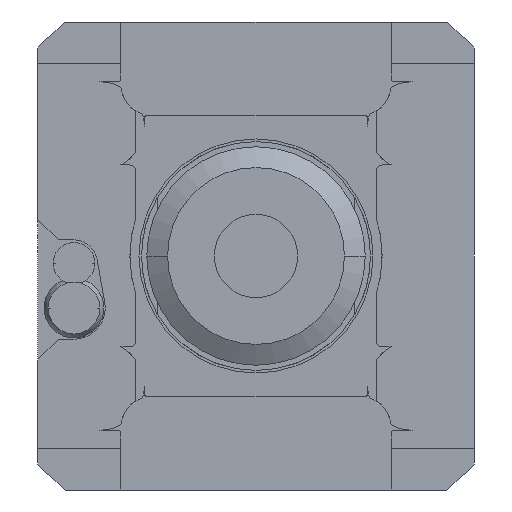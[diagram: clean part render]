
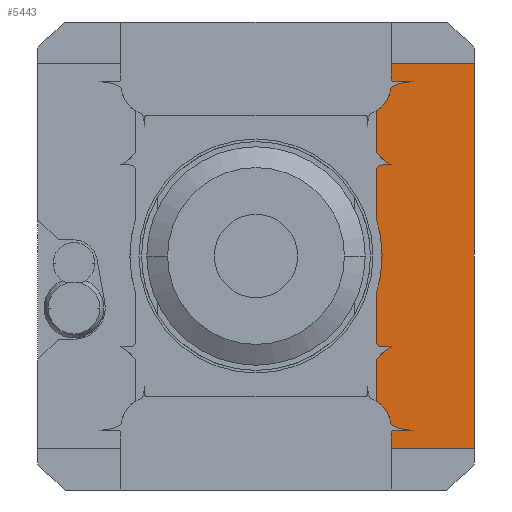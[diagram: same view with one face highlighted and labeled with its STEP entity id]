
A CAD part, left-side view. The second image highlights one B-rep face of the part: STEP entity #5443.
In plain terms, the highlighted planar face has unit normal (-1, 0, 0).
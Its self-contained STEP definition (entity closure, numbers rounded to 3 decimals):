
#944=CARTESIAN_POINT('',(-49.3,-26.5,-34.));
#945=DIRECTION('',(-1.,0.,0.));
#946=DIRECTION('',(0.,0.,1.));
#947=AXIS2_PLACEMENT_3D('',#944,#945,#946);
#949=DIRECTION('',(0.,-1.,0.));
#950=VECTOR('',#949,3.5);
#951=CARTESIAN_POINT('',(-49.3,-26.5,-33.5));
#952=LINE('',#951,#950);
#953=CARTESIAN_POINT('',(-49.3,-30.,-25.));
#954=DIRECTION('',(-1.,0.,0.));
#955=DIRECTION('',(0.,0.473,-0.881));
#956=AXIS2_PLACEMENT_3D('',#953,#954,#955);
#958=CARTESIAN_POINT('',(-49.3,-20.,-33.));
#959=DIRECTION('',(-1.,0.,0.));
#960=DIRECTION('',(0.,-0.996,0.085));
#961=AXIS2_PLACEMENT_3D('',#958,#959,#960);
#963=DIRECTION('',(0.,0.,1.));
#964=VECTOR('',#963,7.827);
#965=CARTESIAN_POINT('',(-49.3,-23.1,-27.863));
#966=LINE('',#965,#964);
#967=CARTESIAN_POINT('',(-49.3,-30.,-25.));
#968=DIRECTION('',(-1.,0.,0.));
#969=DIRECTION('',(0.,0.471,0.882));
#970=AXIS2_PLACEMENT_3D('',#967,#968,#969);
#972=DIRECTION('',(0.,1.,0.));
#973=VECTOR('',#972,1.7);
#974=CARTESIAN_POINT('',(-49.3,-26.,-17.5));
#975=LINE('',#974,#973);
#976=CARTESIAN_POINT('',(-49.3,-24.3,-16.3));
#977=DIRECTION('',(-1.,0.,0.));
#978=DIRECTION('',(0.,1.,0.));
#979=AXIS2_PLACEMENT_3D('',#976,#977,#978);
#981=DIRECTION('',(0.,0.,1.));
#982=VECTOR('',#981,8.921);
#983=CARTESIAN_POINT('',(-49.3,-23.1,-16.3));
#984=LINE('',#983,#982);
#985=DIRECTION('',(0.,0.,1.));
#986=VECTOR('',#985,8.921);
#987=CARTESIAN_POINT('',(-49.3,-23.1,7.379));
#988=LINE('',#987,#986);
#989=CARTESIAN_POINT('',(-49.3,-24.3,16.3));
#990=DIRECTION('',(-1.,0.,0.));
#991=DIRECTION('',(0.,0.,1.));
#992=AXIS2_PLACEMENT_3D('',#989,#990,#991);
#994=DIRECTION('',(0.,-1.,0.));
#995=VECTOR('',#994,1.7);
#996=CARTESIAN_POINT('',(-49.3,-24.3,17.5));
#997=LINE('',#996,#995);
#998=CARTESIAN_POINT('',(-49.3,-30.,25.));
#999=DIRECTION('',(-1.,0.,0.));
#1000=DIRECTION('',(0.,0.812,-0.584));
#1001=AXIS2_PLACEMENT_3D('',#998,#999,#1000);
#1003=DIRECTION('',(0.,0.,1.));
#1004=VECTOR('',#1003,7.827);
#1005=CARTESIAN_POINT('',(-49.3,-23.1,20.036));
#1006=LINE('',#1005,#1004);
#1007=CARTESIAN_POINT('',(-49.3,-20.,33.));
#1008=DIRECTION('',(-1.,0.,0.));
#1009=DIRECTION('',(0.,-0.517,-0.856));
#1010=AXIS2_PLACEMENT_3D('',#1007,#1008,#1009);
#1012=CARTESIAN_POINT('',(-49.3,-30.,25.));
#1013=DIRECTION('',(-1.,0.,0.));
#1014=DIRECTION('',(0.,0.,1.));
#1015=AXIS2_PLACEMENT_3D('',#1012,#1013,#1014);
#1017=DIRECTION('',(0.,1.,0.));
#1018=VECTOR('',#1017,3.5);
#1019=CARTESIAN_POINT('',(-49.3,-30.,33.5));
#1020=LINE('',#1019,#1018);
#1021=CARTESIAN_POINT('',(-49.3,-26.5,34.));
#1022=DIRECTION('',(-1.,0.,0.));
#1023=DIRECTION('',(0.,1.,0.));
#1024=AXIS2_PLACEMENT_3D('',#1021,#1022,#1023);
#1026=DIRECTION('',(0.,0.,-1.));
#1027=VECTOR('',#1026,3.);
#1028=CARTESIAN_POINT('',(-49.3,-26.,37.));
#1029=LINE('',#1028,#1027);
#1030=DIRECTION('',(0.,0.,1.));
#1031=VECTOR('',#1030,3.);
#1032=CARTESIAN_POINT('',(-49.3,-26.,-37.));
#1033=LINE('',#1032,#1031);
#1466=DIRECTION('',(0.,-1.,0.));
#1467=VECTOR('',#1466,16.);
#1468=CARTESIAN_POINT('',(-49.3,-26.,-37.));
#1469=LINE('',#1468,#1467);
#1474=DIRECTION('',(0.,0.,1.));
#1475=VECTOR('',#1474,74.);
#1476=CARTESIAN_POINT('',(-49.3,-42.,-37.));
#1477=LINE('',#1476,#1475);
#1515=DIRECTION('',(0.,-1.,0.));
#1516=VECTOR('',#1515,16.);
#1517=CARTESIAN_POINT('',(-49.3,-26.,37.));
#1518=LINE('',#1517,#1516);
#1690=CARTESIAN_POINT('',(-49.3,0.,0.));
#1691=DIRECTION('',(1.,0.,0.));
#1692=DIRECTION('',(0.,-0.953,0.304));
#1693=AXIS2_PLACEMENT_3D('',#1690,#1691,#1692);
#3597=CARTESIAN_POINT('',(-49.3,-42.,-37.));
#3598=CARTESIAN_POINT('',(-49.3,-42.,37.));
#3599=VERTEX_POINT('',#3597);
#3600=VERTEX_POINT('',#3598);
#3614=CARTESIAN_POINT('',(-49.3,-23.1,-7.379));
#3616=VERTEX_POINT('',#3614);
#3618=CARTESIAN_POINT('',(-49.3,-23.1,7.379));
#3620=VERTEX_POINT('',#3618);
#3673=CARTESIAN_POINT('',(-49.3,-26.,-37.));
#3674=VERTEX_POINT('',#3673);
#3679=CARTESIAN_POINT('',(-49.3,-26.,37.));
#3680=VERTEX_POINT('',#3679);
#3698=CARTESIAN_POINT('',(-49.3,-23.1,-27.863));
#3700=VERTEX_POINT('',#3698);
#3702=CARTESIAN_POINT('',(-49.3,-23.1,27.863));
#3704=VERTEX_POINT('',#3702);
#3757=CARTESIAN_POINT('',(-49.3,-24.3,-17.5));
#3758=VERTEX_POINT('',#3757);
#3759=CARTESIAN_POINT('',(-49.3,-24.3,17.5));
#3760=VERTEX_POINT('',#3759);
#3762=CARTESIAN_POINT('',(-49.3,-23.1,-16.3));
#3764=VERTEX_POINT('',#3762);
#3766=CARTESIAN_POINT('',(-49.3,-23.1,16.3));
#3768=VERTEX_POINT('',#3766);
#3769=CARTESIAN_POINT('',(-49.3,-26.,-17.5));
#3770=VERTEX_POINT('',#3769);
#3771=CARTESIAN_POINT('',(-49.3,-26.,17.5));
#3772=VERTEX_POINT('',#3771);
#3857=CARTESIAN_POINT('',(-49.3,-26.5,-33.5));
#3858=VERTEX_POINT('',#3857);
#3863=CARTESIAN_POINT('',(-49.3,-26.5,33.5));
#3864=VERTEX_POINT('',#3863);
#3873=CARTESIAN_POINT('',(-49.3,-26.,-34.));
#3874=VERTEX_POINT('',#3873);
#3875=CARTESIAN_POINT('',(-49.3,-30.,-33.5));
#3876=VERTEX_POINT('',#3875);
#3877=CARTESIAN_POINT('',(-49.3,-30.,33.5));
#3878=VERTEX_POINT('',#3877);
#3879=CARTESIAN_POINT('',(-49.3,-26.,34.));
#3880=VERTEX_POINT('',#3879);
#3890=CARTESIAN_POINT('',(-49.3,-23.1,-20.036));
#3892=VERTEX_POINT('',#3890);
#3894=CARTESIAN_POINT('',(-49.3,-23.1,20.036));
#3896=VERTEX_POINT('',#3894);
#3929=CARTESIAN_POINT('',(-49.3,-25.978,-32.488));
#3930=VERTEX_POINT('',#3929);
#3931=CARTESIAN_POINT('',(-49.3,-25.978,32.488));
#3932=VERTEX_POINT('',#3931);
#5390=CARTESIAN_POINT('',(-49.3,-23.1,-37.));
#5391=DIRECTION('',(-1.,0.,0.));
#5392=DIRECTION('',(0.,-1.,0.));
#5393=AXIS2_PLACEMENT_3D('',#5390,#5391,#5392);
#5394=PLANE('',#5393);
#5396=ORIENTED_EDGE('',*,*,#5395,.F.);
#5398=ORIENTED_EDGE('',*,*,#5397,.T.);
#5400=ORIENTED_EDGE('',*,*,#5399,.F.);
#5402=ORIENTED_EDGE('',*,*,#5401,.T.);
#5404=ORIENTED_EDGE('',*,*,#5403,.T.);
#5406=ORIENTED_EDGE('',*,*,#5405,.F.);
#5408=ORIENTED_EDGE('',*,*,#5407,.T.);
#5410=ORIENTED_EDGE('',*,*,#5409,.F.);
#5412=ORIENTED_EDGE('',*,*,#5411,.T.);
#5414=ORIENTED_EDGE('',*,*,#5413,.F.);
#5416=ORIENTED_EDGE('',*,*,#5415,.T.);
#5418=ORIENTED_EDGE('',*,*,#5417,.F.);
#5420=ORIENTED_EDGE('',*,*,#5419,.T.);
#5422=ORIENTED_EDGE('',*,*,#5421,.F.);
#5424=ORIENTED_EDGE('',*,*,#5423,.T.);
#5426=ORIENTED_EDGE('',*,*,#5425,.T.);
#5428=ORIENTED_EDGE('',*,*,#5427,.F.);
#5430=ORIENTED_EDGE('',*,*,#5429,.T.);
#5431=ORIENTED_EDGE('',*,*,#5383,.F.);
#5432=ORIENTED_EDGE('',*,*,#5371,.F.);
#5434=ORIENTED_EDGE('',*,*,#5433,.T.);
#5436=ORIENTED_EDGE('',*,*,#5435,.F.);
#5438=ORIENTED_EDGE('',*,*,#5437,.F.);
#5440=ORIENTED_EDGE('',*,*,#5439,.T.);
#5441=EDGE_LOOP('',(#5396,#5398,#5400,#5402,#5404,#5406,#5408,#5410,#5412,#5414,
#5416,#5418,#5420,#5422,#5424,#5426,#5428,#5430,#5431,#5432,#5434,#5436,#5438,
#5440));
#5442=FACE_OUTER_BOUND('',#5441,.F.);
#5443=ADVANCED_FACE('',(#5442),#5394,.T.);
#948=CIRCLE('',#947,0.5);
#957=CIRCLE('',#956,8.5);
#962=CIRCLE('',#961,6.);
#971=CIRCLE('',#970,8.5);
#980=CIRCLE('',#979,1.2);
#993=CIRCLE('',#992,1.2);
#1002=CIRCLE('',#1001,8.5);
#1011=CIRCLE('',#1010,6.);
#1016=CIRCLE('',#1015,8.5);
#1025=CIRCLE('',#1024,0.5);
#1694=CIRCLE('',#1693,24.25);
#5371=EDGE_CURVE('',#3680,#3880,#1029,.T.);
#5383=EDGE_CURVE('',#3880,#3864,#1025,.T.);
#5395=EDGE_CURVE('',#3858,#3874,#948,.T.);
#5397=EDGE_CURVE('',#3858,#3876,#952,.T.);
#5399=EDGE_CURVE('',#3930,#3876,#957,.T.);
#5401=EDGE_CURVE('',#3930,#3700,#962,.T.);
#5403=EDGE_CURVE('',#3700,#3892,#966,.T.);
#5405=EDGE_CURVE('',#3770,#3892,#971,.T.);
#5407=EDGE_CURVE('',#3770,#3758,#975,.T.);
#5409=EDGE_CURVE('',#3764,#3758,#980,.T.);
#5411=EDGE_CURVE('',#3764,#3616,#984,.T.);
#5413=EDGE_CURVE('',#3620,#3616,#1694,.T.);
#5415=EDGE_CURVE('',#3620,#3768,#988,.T.);
#5417=EDGE_CURVE('',#3760,#3768,#993,.T.);
#5419=EDGE_CURVE('',#3760,#3772,#997,.T.);
#5421=EDGE_CURVE('',#3896,#3772,#1002,.T.);
#5423=EDGE_CURVE('',#3896,#3704,#1006,.T.);
#5425=EDGE_CURVE('',#3704,#3932,#1011,.T.);
#5427=EDGE_CURVE('',#3878,#3932,#1016,.T.);
#5429=EDGE_CURVE('',#3878,#3864,#1020,.T.);
#5433=EDGE_CURVE('',#3680,#3600,#1518,.T.);
#5435=EDGE_CURVE('',#3599,#3600,#1477,.T.);
#5437=EDGE_CURVE('',#3674,#3599,#1469,.T.);
#5439=EDGE_CURVE('',#3674,#3874,#1033,.T.);
